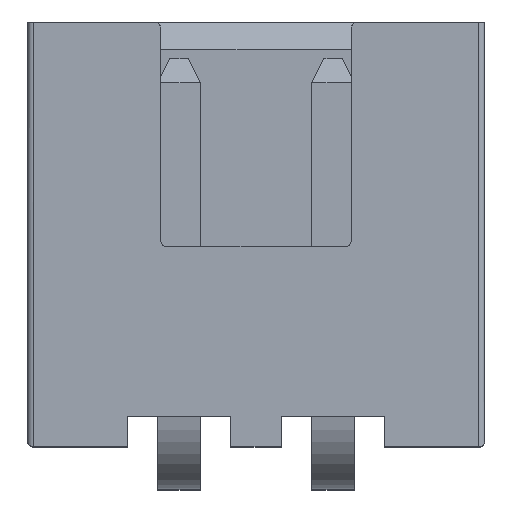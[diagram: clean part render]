
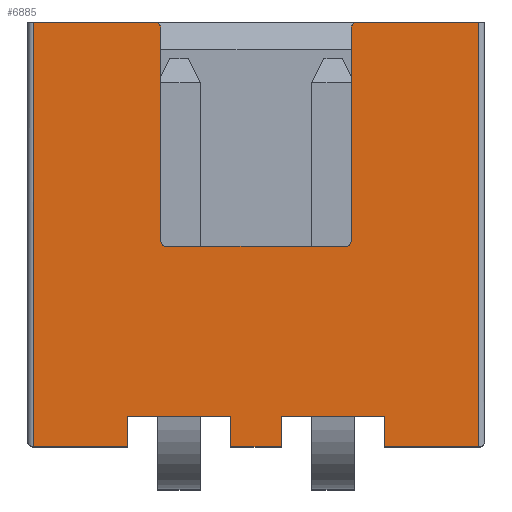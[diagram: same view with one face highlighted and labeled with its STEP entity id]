
A CAD part, top view. The second image highlights one B-rep face of the part: STEP entity #6885.
In plain terms, the highlighted planar face has unit normal (0, 0, 1).
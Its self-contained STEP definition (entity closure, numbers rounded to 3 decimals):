
#607=CIRCLE('',#7302,0.085);
#608=CIRCLE('',#7303,0.085);
#609=CIRCLE('',#7304,0.085);
#610=CIRCLE('',#7305,0.085);
#799=FACE_OUTER_BOUND('',#1183,.T.);
#1183=EDGE_LOOP('',(#4792,#4793,#4794,#4795,#4796,#4797,#4798,#4799,#4800,
#4801,#4802,#4803,#4804,#4805,#4806,#4807,#4808,#4809,#4810,#4811));
#1603=LINE('',#9418,#2333);
#1611=LINE('',#9435,#2341);
#1618=LINE('',#9450,#2348);
#1624=LINE('',#9463,#2354);
#1634=LINE('',#9489,#2364);
#1640=LINE('',#9503,#2370);
#1664=LINE('',#9569,#2394);
#1668=LINE('',#9579,#2398);
#1669=LINE('',#9583,#2399);
#1670=LINE('',#9587,#2400);
#1671=LINE('',#9589,#2401);
#1672=LINE('',#9590,#2402);
#1673=LINE('',#9591,#2403);
#1674=LINE('',#9592,#2404);
#1675=LINE('',#9593,#2405);
#1676=LINE('',#9594,#2406);
#2333=VECTOR('',#7711,1.);
#2341=VECTOR('',#7721,1.);
#2348=VECTOR('',#7730,1.);
#2354=VECTOR('',#7738,1.);
#2364=VECTOR('',#7756,1.);
#2370=VECTOR('',#7766,1.);
#2394=VECTOR('',#7818,1.);
#2398=VECTOR('',#7826,1.);
#2399=VECTOR('',#7829,1.);
#2400=VECTOR('',#7832,1.);
#2401=VECTOR('',#7835,1.);
#2402=VECTOR('',#7836,1.);
#2403=VECTOR('',#7837,1.);
#2404=VECTOR('',#7838,1.);
#2405=VECTOR('',#7839,1.);
#2406=VECTOR('',#7840,1.);
#3073=VERTEX_POINT('',#9415);
#3074=VERTEX_POINT('',#9417);
#3081=VERTEX_POINT('',#9432);
#3082=VERTEX_POINT('',#9434);
#3088=VERTEX_POINT('',#9448);
#3089=VERTEX_POINT('',#9449);
#3094=VERTEX_POINT('',#9460);
#3095=VERTEX_POINT('',#9462);
#3106=VERTEX_POINT('',#9487);
#3107=VERTEX_POINT('',#9488);
#3112=VERTEX_POINT('',#9500);
#3113=VERTEX_POINT('',#9502);
#3140=VERTEX_POINT('',#9567);
#3141=VERTEX_POINT('',#9568);
#3144=VERTEX_POINT('',#9576);
#3145=VERTEX_POINT('',#9578);
#3146=VERTEX_POINT('',#9580);
#3147=VERTEX_POINT('',#9582);
#3148=VERTEX_POINT('',#9584);
#3149=VERTEX_POINT('',#9586);
#3723=EDGE_CURVE('',#3073,#3074,#1603,.T.);
#3731=EDGE_CURVE('',#3081,#3082,#1611,.T.);
#3738=EDGE_CURVE('',#3088,#3089,#1618,.T.);
#3744=EDGE_CURVE('',#3095,#3094,#1624,.T.);
#3756=EDGE_CURVE('',#3106,#3107,#1634,.T.);
#3763=EDGE_CURVE('',#3113,#3112,#1640,.T.);
#3796=EDGE_CURVE('',#3140,#3141,#1664,.T.);
#3800=EDGE_CURVE('',#3112,#3144,#607,.T.);
#3801=EDGE_CURVE('',#3145,#3144,#1668,.T.);
#3802=EDGE_CURVE('',#3145,#3146,#608,.T.);
#3803=EDGE_CURVE('',#3147,#3146,#1669,.T.);
#3804=EDGE_CURVE('',#3147,#3148,#609,.T.);
#3805=EDGE_CURVE('',#3148,#3149,#1670,.T.);
#3806=EDGE_CURVE('',#3149,#3106,#610,.T.);
#3807=EDGE_CURVE('',#3107,#3140,#1671,.T.);
#3808=EDGE_CURVE('',#3074,#3141,#1672,.T.);
#3809=EDGE_CURVE('',#3073,#3088,#1673,.T.);
#3810=EDGE_CURVE('',#3082,#3089,#1674,.T.);
#3811=EDGE_CURVE('',#3081,#3095,#1675,.T.);
#3812=EDGE_CURVE('',#3094,#3113,#1676,.T.);
#4792=ORIENTED_EDGE('',*,*,#3763,.T.);
#4793=ORIENTED_EDGE('',*,*,#3800,.T.);
#4794=ORIENTED_EDGE('',*,*,#3801,.F.);
#4795=ORIENTED_EDGE('',*,*,#3802,.T.);
#4796=ORIENTED_EDGE('',*,*,#3803,.F.);
#4797=ORIENTED_EDGE('',*,*,#3804,.T.);
#4798=ORIENTED_EDGE('',*,*,#3805,.T.);
#4799=ORIENTED_EDGE('',*,*,#3806,.T.);
#4800=ORIENTED_EDGE('',*,*,#3756,.T.);
#4801=ORIENTED_EDGE('',*,*,#3807,.T.);
#4802=ORIENTED_EDGE('',*,*,#3796,.T.);
#4803=ORIENTED_EDGE('',*,*,#3808,.F.);
#4804=ORIENTED_EDGE('',*,*,#3723,.F.);
#4805=ORIENTED_EDGE('',*,*,#3809,.T.);
#4806=ORIENTED_EDGE('',*,*,#3738,.T.);
#4807=ORIENTED_EDGE('',*,*,#3810,.F.);
#4808=ORIENTED_EDGE('',*,*,#3731,.F.);
#4809=ORIENTED_EDGE('',*,*,#3811,.T.);
#4810=ORIENTED_EDGE('',*,*,#3744,.T.);
#4811=ORIENTED_EDGE('',*,*,#3812,.T.);
#6640=PLANE('',#7301);
#6885=ADVANCED_FACE('',(#799),#6640,.T.);
#7301=AXIS2_PLACEMENT_3D('',#9575,#7822,#7823);
#7302=AXIS2_PLACEMENT_3D('',#9577,#7824,#7825);
#7303=AXIS2_PLACEMENT_3D('',#9581,#7827,#7828);
#7304=AXIS2_PLACEMENT_3D('',#9585,#7830,#7831);
#7305=AXIS2_PLACEMENT_3D('',#9588,#7833,#7834);
#7711=DIRECTION('',(-1.,0.,0.));
#7721=DIRECTION('',(-1.,0.,0.));
#7730=DIRECTION('',(1.,0.,0.));
#7738=DIRECTION('',(1.,0.,0.));
#7756=DIRECTION('',(-1.,0.,0.));
#7766=DIRECTION('',(-1.,0.,0.));
#7818=DIRECTION('',(1.,0.,0.));
#7822=DIRECTION('center_axis',(0.,0.,1.));
#7823=DIRECTION('ref_axis',(0.,1.,0.));
#7824=DIRECTION('center_axis',(0.,0.,1.));
#7825=DIRECTION('ref_axis',(0.,1.,0.));
#7826=DIRECTION('',(0.,1.,0.));
#7827=DIRECTION('center_axis',(0.,0.,
-1.));
#7828=DIRECTION('ref_axis',(0.,1.,0.));
#7829=DIRECTION('',(1.,0.,0.));
#7830=DIRECTION('center_axis',(0.,0.,
-1.));
#7831=DIRECTION('ref_axis',(0.,1.,0.));
#7832=DIRECTION('',(0.,1.,0.));
#7833=DIRECTION('center_axis',(0.,0.,1.));
#7834=DIRECTION('ref_axis',(0.,1.,0.));
#7835=DIRECTION('',(0.,-1.,0.));
#7836=DIRECTION('',(0.,-1.,0.));
#7837=DIRECTION('',(0.,-1.,0.));
#7838=DIRECTION('',(0.,-1.,0.));
#7839=DIRECTION('',(0.,-1.,0.));
#7840=DIRECTION('',(0.,1.,0.));
#9415=CARTESIAN_POINT('',(-0.355,1.308,3.708));
#9417=CARTESIAN_POINT('',(-1.794,1.308,3.708));
#9418=CARTESIAN_POINT('',(3.19,1.308,3.708));
#9432=CARTESIAN_POINT('',(1.794,1.308,3.708));
#9434=CARTESIAN_POINT('',(0.355,1.308,3.708));
#9435=CARTESIAN_POINT('',(3.19,1.308,3.708));
#9448=CARTESIAN_POINT('',(-0.355,0.885,3.708));
#9449=CARTESIAN_POINT('',(0.355,0.885,3.708));
#9450=CARTESIAN_POINT('',(3.19,0.885,3.708));
#9460=CARTESIAN_POINT('',(3.105,0.885,3.708));
#9462=CARTESIAN_POINT('',(1.794,0.885,3.708));
#9463=CARTESIAN_POINT('',(3.19,0.885,3.708));
#9487=CARTESIAN_POINT('',(-1.413,6.808,3.708));
#9488=CARTESIAN_POINT('',(-3.105,6.808,3.708));
#9489=CARTESIAN_POINT('',(3.19,6.808,3.708));
#9500=CARTESIAN_POINT('',(1.413,6.808,3.708));
#9502=CARTESIAN_POINT('',(3.105,6.808,3.708));
#9503=CARTESIAN_POINT('',(3.19,6.808,3.708));
#9567=CARTESIAN_POINT('',(-3.105,0.885,3.708));
#9568=CARTESIAN_POINT('',(-1.794,0.885,3.708));
#9569=CARTESIAN_POINT('',(3.19,0.885,3.708));
#9575=CARTESIAN_POINT('Origin',(1.075,0.588,3.708));
#9576=CARTESIAN_POINT('',(1.328,6.723,3.708));
#9577=CARTESIAN_POINT('Origin',(1.413,6.723,3.708));
#9578=CARTESIAN_POINT('',(1.328,3.762,3.708));
#9579=CARTESIAN_POINT('',(1.328,3.677,3.708));
#9580=CARTESIAN_POINT('',(1.244,3.677,3.708));
#9581=CARTESIAN_POINT('Origin',(1.244,3.762,3.708));
#9582=CARTESIAN_POINT('',(-1.244,3.677,3.708));
#9583=CARTESIAN_POINT('',(3.19,3.677,3.708));
#9584=CARTESIAN_POINT('',(-1.328,3.762,3.708));
#9585=CARTESIAN_POINT('Origin',(-1.244,3.762,3.708));
#9586=CARTESIAN_POINT('',(-1.328,6.723,3.708));
#9587=CARTESIAN_POINT('',(-1.328,3.677,3.708));
#9588=CARTESIAN_POINT('Origin',(-1.413,6.723,3.708));
#9589=CARTESIAN_POINT('',(-3.105,0.885,3.708));
#9590=CARTESIAN_POINT('',(-1.794,1.308,3.708));
#9591=CARTESIAN_POINT('',(-0.355,1.308,3.708));
#9592=CARTESIAN_POINT('',(0.355,1.308,3.708));
#9593=CARTESIAN_POINT('',(1.794,1.308,3.708));
#9594=CARTESIAN_POINT('',(3.105,6.808,3.708));
